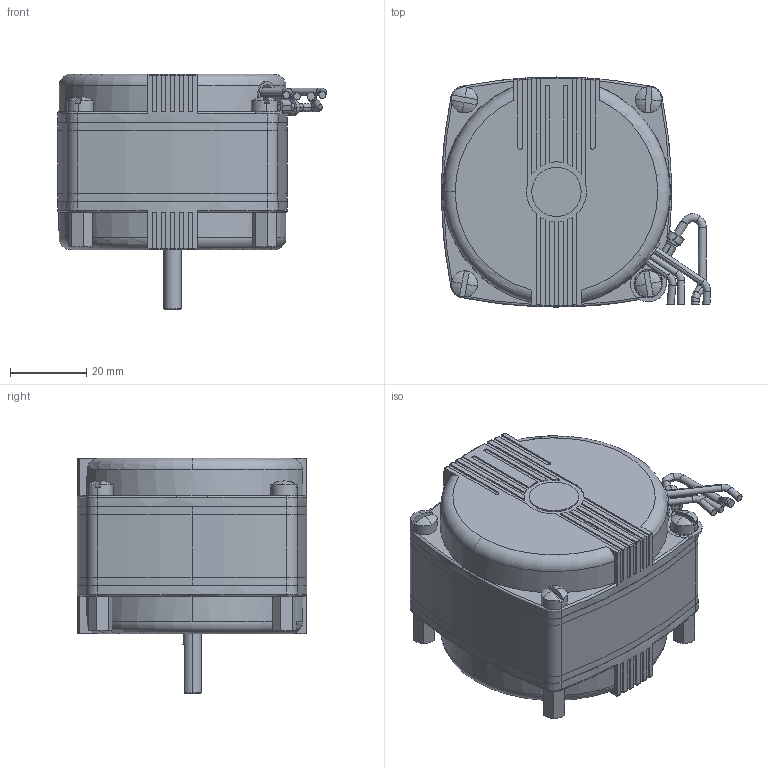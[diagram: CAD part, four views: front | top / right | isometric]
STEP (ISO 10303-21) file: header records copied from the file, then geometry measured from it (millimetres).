
FILE_DESCRIPTION (( 'STEP AP203' ), '1' );
FILE_NAME ('INFM0079.STEP', '2015-11-11T16:19:12', ( 'admin' ), ( '' ), 'SwSTEP 2.0', 'SolidWorks 2014', '' );
FILE_SCHEMA (( 'CONFIG_CONTROL_DESIGN' ));
Length unit declared in the file: inch
Products named in the file (1): INFM0079
Bounding box: 70.53 x 60.3 x 61.85 mm (x, y, z)
Volume: 145156.5 mm3; surface area: 36585.9 mm2
Topology: 17 solids, 17 shells, 682 faces, 1739 edges, 1074 vertices
Faces by surface type: plane 264, cylinder 166, bspline 127, cone 85, torus 24, sphere 16
Entity records: 23738 total; most frequent: CARTESIAN_POINT 8498, ORIENTED_EDGE 3430, DIRECTION 2758, EDGE_CURVE 1715, AXIS2_PLACEMENT_3D 1078, VERTEX_POINT 1074, EDGE_LOOP 729, FACE_OUTER_BOUND 682
